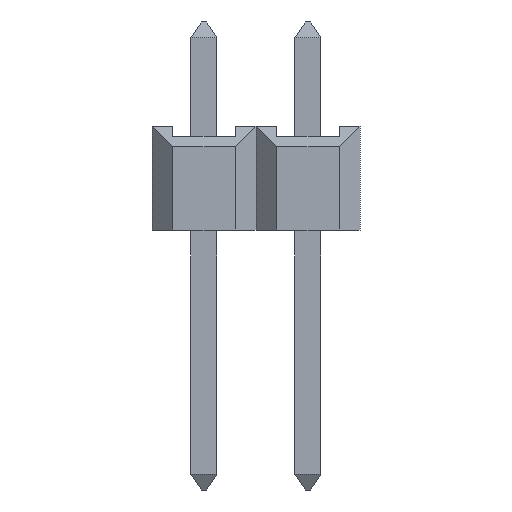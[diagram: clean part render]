
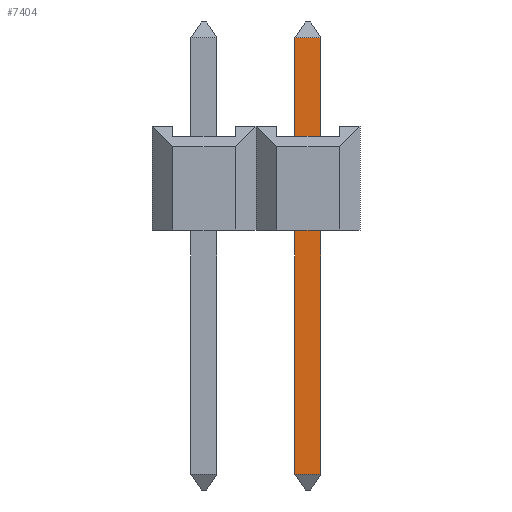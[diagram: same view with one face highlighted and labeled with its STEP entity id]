
A CAD part, front view. The second image highlights one B-rep face of the part: STEP entity #7404.
In plain terms, the highlighted planar face has unit normal (0, -1, 0).
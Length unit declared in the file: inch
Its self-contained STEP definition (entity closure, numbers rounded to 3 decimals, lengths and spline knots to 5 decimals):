
#7404=ADVANCED_FACE('',(#9300),#8356,.T.);
#8356=PLANE('',#23477);
#9300=FACE_OUTER_BOUND('',#10212,.T.);
#10212=EDGE_LOOP('',(#11667,#11668,#11669,#11670));
#11667=ORIENTED_EDGE('',*,*,#17085,.T.);
#11668=ORIENTED_EDGE('',*,*,#17093,.T.);
#11669=ORIENTED_EDGE('',*,*,#17090,.F.);
#11670=ORIENTED_EDGE('',*,*,#17094,.T.);
#15633=VERTEX_POINT('',#28981);
#15634=VERTEX_POINT('',#28983);
#15637=VERTEX_POINT('',#28993);
#15638=VERTEX_POINT('',#28994);
#17085=EDGE_CURVE('',#15634,#15633,#19269,.T.);
#17090=EDGE_CURVE('',#15637,#15638,#19274,.T.);
#17093=EDGE_CURVE('',#15633,#15638,#19277,.T.);
#17094=EDGE_CURVE('',#15637,#15634,#19278,.T.);
#19269=LINE('',#28982,#21453);
#19274=LINE('',#28992,#21458);
#19277=LINE('',#28998,#21461);
#19278=LINE('',#28999,#21462);
#21453=VECTOR('',#24836,1.);
#21458=VECTOR('',#24845,1.);
#21461=VECTOR('',#24850,1.);
#21462=VECTOR('',#24851,1.);
#23477=AXIS2_PLACEMENT_3D('',#29000,#24852,#24853);
#24836=DIRECTION('',(0.,0.,-1.));
#24845=DIRECTION('',(0.,0.,-1.));
#24850=DIRECTION('',(1.,0.,0.));
#24851=DIRECTION('',(-1.,0.,0.));
#24852=DIRECTION('',(0.,-1.,0.));
#24853=DIRECTION('',(0.,0.,-1.));
#28981=CARTESIAN_POINT('',(0.0875,-0.0125,-0.235));
#28982=CARTESIAN_POINT('',(0.0875,-0.0125,0.2));
#28983=CARTESIAN_POINT('',(0.0875,-0.0125,0.185));
#28992=CARTESIAN_POINT('',(0.1125,-0.0125,0.2));
#28993=CARTESIAN_POINT('',(0.1125,-0.0125,0.185));
#28994=CARTESIAN_POINT('',(0.1125,-0.0125,-0.235));
#28998=CARTESIAN_POINT('',(0.1125,-0.0125,-0.235));
#28999=CARTESIAN_POINT('',(0.0875,-0.0125,0.185));
#29000=CARTESIAN_POINT('',(0.1125,-0.0125,0.2));
